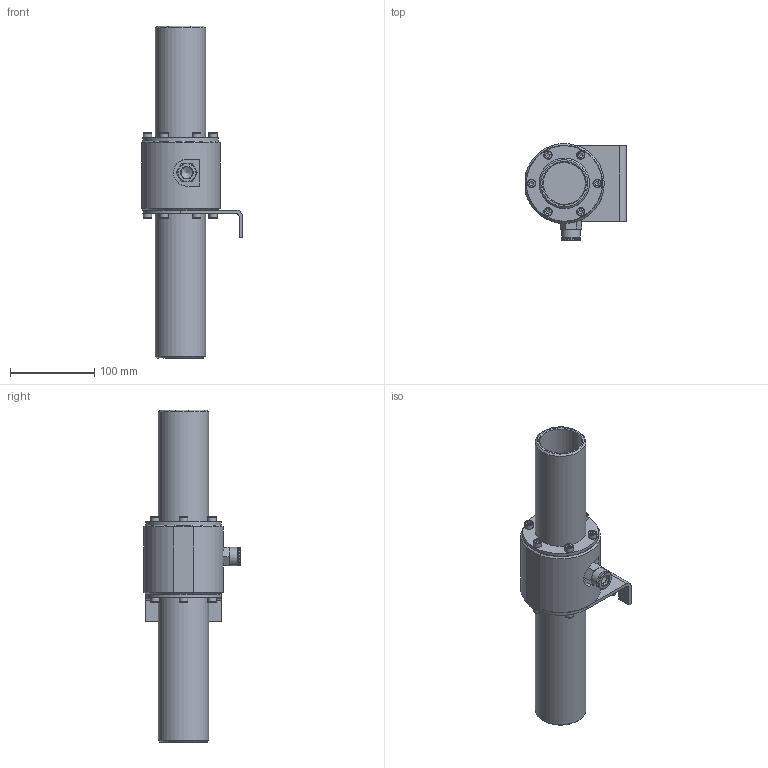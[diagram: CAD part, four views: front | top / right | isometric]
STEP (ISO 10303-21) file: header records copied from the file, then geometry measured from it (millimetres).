
FILE_DESCRIPTION(/* description */ (''),/* implementation_level */ '2;1');
FILE_NAME(/* name */ '3D_tvtt60es.stp',/* time_stamp */ '2025-01-09T11:22:39+01:00',/* author */ ('enginyeria2'),/* organization */ (''),/* preprocessor_version */ 'ST-DEVELOPER v20',/* originating_system */ 'Autodesk Inventor 2024',/* authorisation */ '');
FILE_SCHEMA (('AUTOMOTIVE_DESIGN { 1 0 10303 214 3 1 1 }'));
Length unit declared in the file: centimetre
Products named in the file (1): 3D_tvtt60es
Bounding box: 120 x 115.17 x 395 mm (x, y, z)
Volume: 759105.5 mm3; surface area: 183530.6 mm2
Topology: 1 solids, 16 shells, 255 faces, 621 edges, 406 vertices
Faces by surface type: plane 140, cylinder 57, cone 31, torus 27
Full cylindrical faces by diameter (mm): 6 x12, 6.5 x12, 10 x12, 14 x1, 16 x1, 18.631 x1, 22 x2, 50 x2, 59.6 x2, 60 x4, 90 x1
Entity records: 7597 total; most frequent: CARTESIAN_POINT 1496, DIRECTION 1250, ORIENTED_EDGE 1216, EDGE_CURVE 608, AXIS2_PLACEMENT_3D 483, VERTEX_POINT 406, EDGE_LOOP 304, LINE 284
